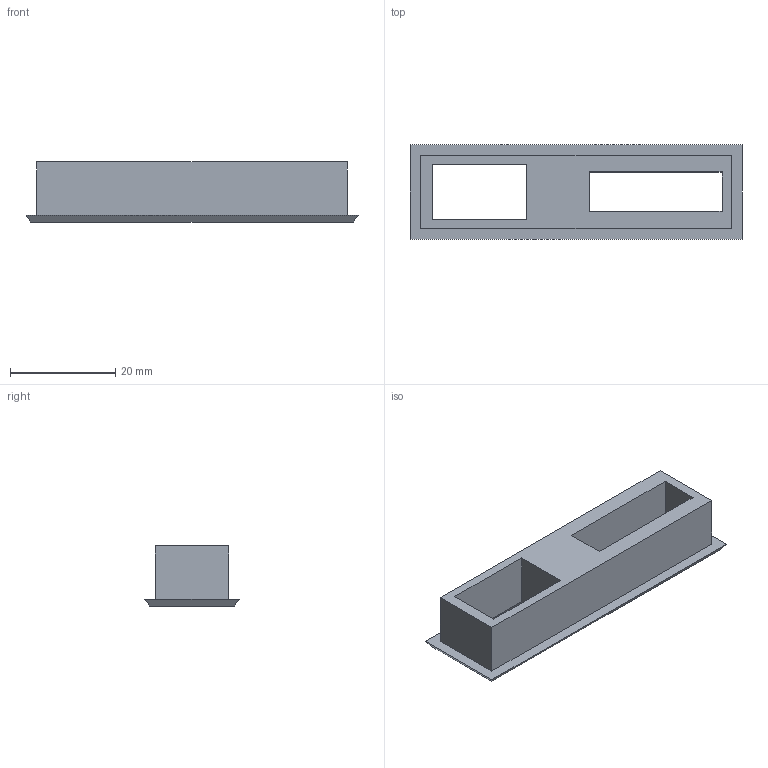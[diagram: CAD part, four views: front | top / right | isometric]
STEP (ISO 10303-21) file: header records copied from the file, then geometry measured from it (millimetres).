
FILE_DESCRIPTION(/* description */ (''),/* implementation_level */ '2;1');
FILE_NAME(/* name */ 'usb and sd mount v4.step',/* time_stamp */ '2020-08-29T09:55:18-07:00',/* author */ (''),/* organization */ (''),/* preprocessor_version */ 'ST-DEVELOPER v18.1',/* originating_system */ 'Autodesk Translation Framework v9.3.0.1241',/* authorisation */ '');
FILE_SCHEMA (('AUTOMOTIVE_DESIGN { 1 0 10303 214 3 1 1 }'));
Length unit declared in the file: inch
Products named in the file (1): usb and sd mount
Bounding box: 63.12 x 17.91 x 11.43 mm (x, y, z)
Volume: 5317.4 mm3; surface area: 4431.7 mm2
Topology: 1 solids, 1 shells, 25 faces, 62 edges, 40 vertices
Faces by surface type: plane 25
Entity records: 756 total; most frequent: CARTESIAN_POINT 128, ORIENTED_EDGE 124, DIRECTION 114, LINE 62, VECTOR 62, EDGE_CURVE 62, VERTEX_POINT 40, EDGE_LOOP 30
